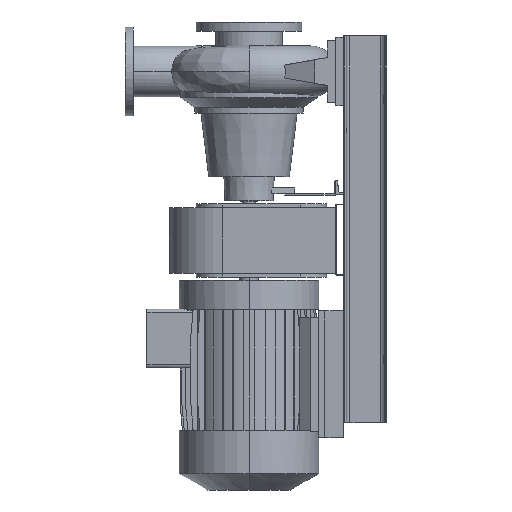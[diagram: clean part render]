
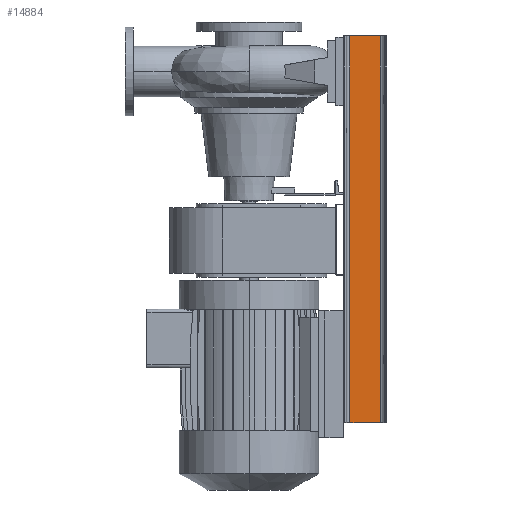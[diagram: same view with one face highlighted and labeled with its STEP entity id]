
A CAD part, left-side view. The second image highlights one B-rep face of the part: STEP entity #14884.
In plain terms, the highlighted face is planar.
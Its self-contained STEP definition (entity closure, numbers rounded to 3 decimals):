
#1886 = DIRECTION ( 'NONE',  ( -1., 0., 0. ) ) ;
#2134 = CARTESIAN_POINT ( 'NONE',  ( -625., 118.922, -187. ) ) ;
#2591 = ORIENTED_EDGE ( 'NONE', *, *, #7291, .F. ) ;
#3059 = CARTESIAN_POINT ( 'NONE',  ( 625., 118.922, -187. ) ) ;
#3111 = DIRECTION ( 'NONE',  ( -1., 0., 0. ) ) ;
#3366 = ORIENTED_EDGE ( 'NONE', *, *, #4592, .T. ) ;
#3726 = CARTESIAN_POINT ( 'NONE',  ( -625., 118.922, -187. ) ) ;
#4592 = EDGE_CURVE ( 'NONE', #14269, #4682, #16894, .T. ) ;
#4628 = EDGE_CURVE ( 'NONE', #8004, #14269, #6032, .T. ) ;
#4682 = VERTEX_POINT ( 'NONE', #2134 ) ;
#5082 = PLANE ( 'NONE',  #9627 ) ;
#6032 = LINE ( 'NONE', #17131, #20272 ) ;
#6853 = DIRECTION ( 'NONE',  ( 0., 1., 0. ) ) ;
#7263 = FACE_OUTER_BOUND ( 'NONE', #23381, .T. ) ;
#7291 = EDGE_CURVE ( 'NONE', #8004, #12396, #12577, .T. ) ;
#8004 = VERTEX_POINT ( 'NONE', #17753 ) ;
#9627 = AXIS2_PLACEMENT_3D ( 'NONE', #10678, #18114, #14691 ) ;
#10678 = CARTESIAN_POINT ( 'NONE',  ( 625., 118.922, -187. ) ) ;
#11163 = DIRECTION ( 'NONE',  ( 0., 1., 0. ) ) ;
#12396 = VERTEX_POINT ( 'NONE', #17581 ) ;
#12577 = LINE ( 'NONE', #3059, #20321 ) ;
#12690 = ORIENTED_EDGE ( 'NONE', *, *, #14824, .F. ) ;
#14269 = VERTEX_POINT ( 'NONE', #19371 ) ;
#14691 = DIRECTION ( 'NONE',  ( 1., 0., 0. ) ) ;
#14824 = EDGE_CURVE ( 'NONE', #12396, #4682, #21895, .T. ) ;
#14884 = ADVANCED_FACE ( 'NONE', ( #7263 ), #5082, .F. ) ;
#16894 = LINE ( 'NONE', #3726, #18324 ) ;
#17131 = CARTESIAN_POINT ( 'NONE',  ( 625., 21.078, -187. ) ) ;
#17581 = CARTESIAN_POINT ( 'NONE',  ( 625., 118.922, -187. ) ) ;
#17753 = CARTESIAN_POINT ( 'NONE',  ( 625., 21.078, -187. ) ) ;
#17997 = CARTESIAN_POINT ( 'NONE',  ( 625., 118.922, -187. ) ) ;
#18114 = DIRECTION ( 'NONE',  ( 0., 0., 1. ) ) ;
#18324 = VECTOR ( 'NONE', #11163, 1000. ) ;
#19096 = ORIENTED_EDGE ( 'NONE', *, *, #4628, .T. ) ;
#19371 = CARTESIAN_POINT ( 'NONE',  ( -625., 21.078, -187. ) ) ;
#20272 = VECTOR ( 'NONE', #1886, 1000. ) ;
#20321 = VECTOR ( 'NONE', #6853, 1000. ) ;
#21895 = LINE ( 'NONE', #17997, #24018 ) ;
#23381 = EDGE_LOOP ( 'NONE', ( #3366, #12690, #2591, #19096 ) ) ;
#24018 = VECTOR ( 'NONE', #3111, 1000. ) ;
